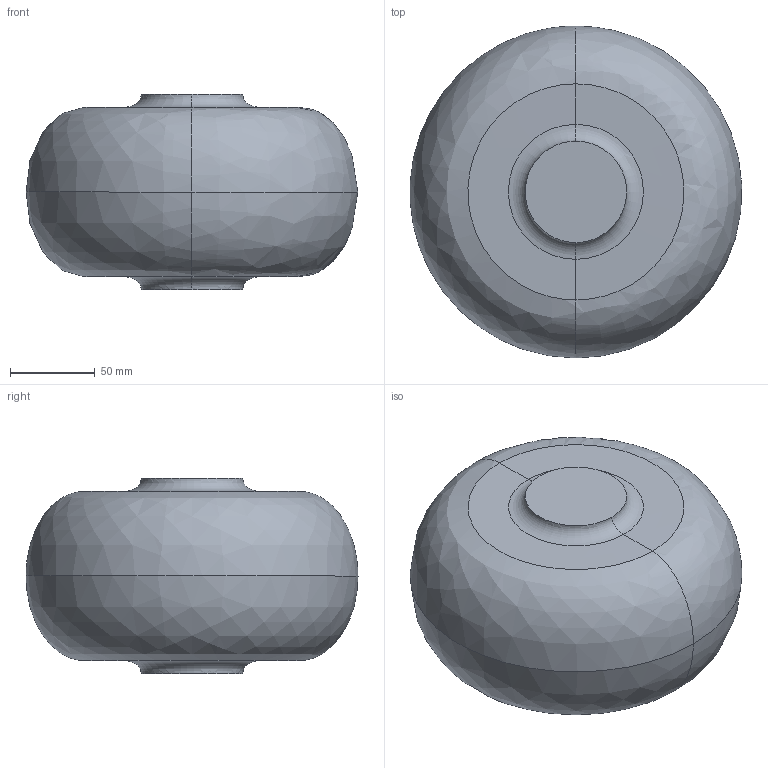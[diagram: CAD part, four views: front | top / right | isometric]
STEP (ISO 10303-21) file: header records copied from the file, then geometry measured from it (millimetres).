
FILE_DESCRIPTION(('STEP AP203'),'1');
FILE_NAME('ilc_problem_surf8.stp','2011-08-11T19:47:20',(' '),(' '),'Spatial InterOp 3D',' ',' ');
FILE_SCHEMA(('CONFIG_CONTROL_DESIGN'));
Length unit declared in the file: millimetre
Products named in the file (1): 1
Bounding box: 196.18 x 196.46 x 115.4 mm (x, y, z)
Volume: 2663001.8 mm3; surface area: 100285.5 mm2
Topology: 1 solids, 1 shells, 14 faces, 26 edges, 14 vertices
Faces by surface type: revolution 4, bspline 4, cone 4, plane 2
Entity records: 3587 total; most frequent: CARTESIAN_POINT 3309, ORIENTED_EDGE 52, DIRECTION 38, EDGE_CURVE 26, AXIS2_PLACEMENT_3D 15, ADVANCED_FACE 14, FACE_OUTER_BOUND 14, EDGE_LOOP 14
